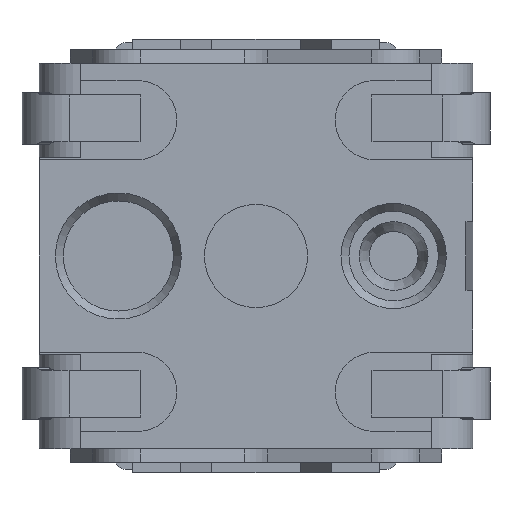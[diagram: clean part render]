
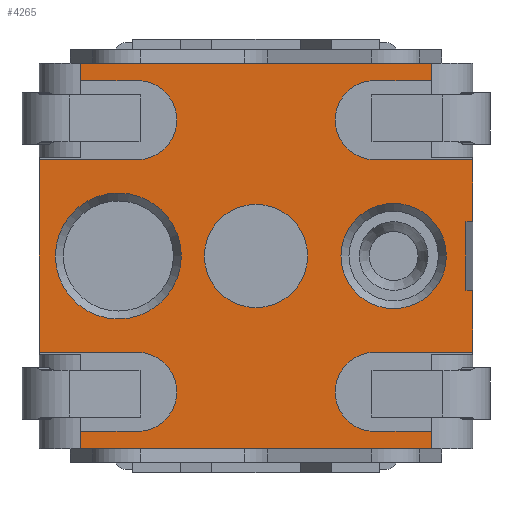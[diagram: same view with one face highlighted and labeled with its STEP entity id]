
A CAD part, front view. The second image highlights one B-rep face of the part: STEP entity #4265.
In plain terms, the highlighted planar face has unit normal (0, -1, 0).
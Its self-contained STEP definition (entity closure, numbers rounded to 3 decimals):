
#120=LINE('',#6698,#639);
#121=LINE('',#6701,#640);
#122=LINE('',#6703,#641);
#123=LINE('',#6705,#642);
#124=LINE('',#6709,#643);
#125=LINE('',#6711,#644);
#126=LINE('',#6713,#645);
#127=LINE('',#6715,#646);
#128=LINE('',#6717,#647);
#129=LINE('',#6721,#648);
#130=LINE('',#6723,#649);
#131=LINE('',#6725,#650);
#132=LINE('',#6729,#651);
#133=LINE('',#6731,#652);
#134=LINE('',#6733,#653);
#135=LINE('',#6735,#654);
#136=LINE('',#6737,#655);
#137=LINE('',#6741,#656);
#138=LINE('',#6743,#657);
#139=LINE('',#6745,#658);
#639=VECTOR('',#5493,1000.);
#640=VECTOR('',#5494,1000.);
#641=VECTOR('',#5495,1000.);
#642=VECTOR('',#5496,1000.);
#643=VECTOR('',#5499,1000.);
#644=VECTOR('',#5500,1000.);
#645=VECTOR('',#5501,1000.);
#646=VECTOR('',#5502,1000.);
#647=VECTOR('',#5503,1000.);
#648=VECTOR('',#5506,1000.);
#649=VECTOR('',#5507,1000.);
#650=VECTOR('',#5508,1000.);
#651=VECTOR('',#5511,1000.);
#652=VECTOR('',#5512,1000.);
#653=VECTOR('',#5513,1000.);
#654=VECTOR('',#5514,1000.);
#655=VECTOR('',#5515,1000.);
#656=VECTOR('',#5518,1000.);
#657=VECTOR('',#5519,1000.);
#658=VECTOR('',#5520,1000.);
#1158=ORIENTED_EDGE('',*,*,#2420,.F.);
#1159=ORIENTED_EDGE('',*,*,#2421,.F.);
#1160=ORIENTED_EDGE('',*,*,#2422,.F.);
#1161=ORIENTED_EDGE('',*,*,#2423,.F.);
#1162=ORIENTED_EDGE('',*,*,#2424,.T.);
#1163=ORIENTED_EDGE('',*,*,#2425,.F.);
#1164=ORIENTED_EDGE('',*,*,#2426,.T.);
#1165=ORIENTED_EDGE('',*,*,#2427,.T.);
#1166=ORIENTED_EDGE('',*,*,#2428,.T.);
#1167=ORIENTED_EDGE('',*,*,#2429,.F.);
#1168=ORIENTED_EDGE('',*,*,#2430,.F.);
#1169=ORIENTED_EDGE('',*,*,#2431,.T.);
#1170=ORIENTED_EDGE('',*,*,#2432,.T.);
#1171=ORIENTED_EDGE('',*,*,#2433,.T.);
#1172=ORIENTED_EDGE('',*,*,#2434,.T.);
#1173=ORIENTED_EDGE('',*,*,#2435,.F.);
#1174=ORIENTED_EDGE('',*,*,#2436,.T.);
#1175=ORIENTED_EDGE('',*,*,#2437,.T.);
#1176=ORIENTED_EDGE('',*,*,#2438,.T.);
#1177=ORIENTED_EDGE('',*,*,#2439,.F.);
#1178=ORIENTED_EDGE('',*,*,#2440,.F.);
#1179=ORIENTED_EDGE('',*,*,#2441,.T.);
#1180=ORIENTED_EDGE('',*,*,#2442,.T.);
#1181=ORIENTED_EDGE('',*,*,#2443,.T.);
#1182=ORIENTED_EDGE('',*,*,#2444,.T.);
#1183=ORIENTED_EDGE('',*,*,#2445,.F.);
#1184=ORIENTED_EDGE('',*,*,#2446,.F.);
#2420=EDGE_CURVE('',#3051,#3051,#3475,.T.);
#2421=EDGE_CURVE('',#3052,#3052,#3476,.T.);
#2422=EDGE_CURVE('',#3053,#3053,#3477,.T.);
#2423=EDGE_CURVE('',#3054,#3055,#120,.T.);
#2424=EDGE_CURVE('',#3054,#3056,#121,.T.);
#2425=EDGE_CURVE('',#3057,#3056,#122,.T.);
#2426=EDGE_CURVE('',#3057,#3058,#123,.T.);
#2427=EDGE_CURVE('',#3058,#3059,#3478,.T.);
#2428=EDGE_CURVE('',#3059,#3060,#124,.T.);
#2429=EDGE_CURVE('',#3061,#3060,#125,.T.);
#2430=EDGE_CURVE('',#3062,#3061,#126,.T.);
#2431=EDGE_CURVE('',#3062,#3063,#127,.T.);
#2432=EDGE_CURVE('',#3063,#3064,#128,.T.);
#2433=EDGE_CURVE('',#3064,#3065,#3479,.T.);
#2434=EDGE_CURVE('',#3065,#3066,#129,.T.);
#2435=EDGE_CURVE('',#3067,#3066,#130,.T.);
#2436=EDGE_CURVE('',#3067,#3068,#131,.T.);
#2437=EDGE_CURVE('',#3068,#3069,#3480,.T.);
#2438=EDGE_CURVE('',#3069,#3070,#132,.T.);
#2439=EDGE_CURVE('',#3071,#3070,#133,.T.);
#2440=EDGE_CURVE('',#3072,#3071,#134,.T.);
#2441=EDGE_CURVE('',#3072,#3073,#135,.T.);
#2442=EDGE_CURVE('',#3073,#3074,#136,.T.);
#2443=EDGE_CURVE('',#3074,#3075,#3481,.T.);
#2444=EDGE_CURVE('',#3075,#3076,#137,.T.);
#2445=EDGE_CURVE('',#3077,#3076,#138,.T.);
#2446=EDGE_CURVE('',#3055,#3077,#139,.T.);
#3051=VERTEX_POINT('',#6693);
#3052=VERTEX_POINT('',#6695);
#3053=VERTEX_POINT('',#6697);
#3054=VERTEX_POINT('',#6699);
#3055=VERTEX_POINT('',#6700);
#3056=VERTEX_POINT('',#6702);
#3057=VERTEX_POINT('',#6704);
#3058=VERTEX_POINT('',#6706);
#3059=VERTEX_POINT('',#6708);
#3060=VERTEX_POINT('',#6710);
#3061=VERTEX_POINT('',#6712);
#3062=VERTEX_POINT('',#6714);
#3063=VERTEX_POINT('',#6716);
#3064=VERTEX_POINT('',#6718);
#3065=VERTEX_POINT('',#6720);
#3066=VERTEX_POINT('',#6722);
#3067=VERTEX_POINT('',#6724);
#3068=VERTEX_POINT('',#6726);
#3069=VERTEX_POINT('',#6728);
#3070=VERTEX_POINT('',#6730);
#3071=VERTEX_POINT('',#6732);
#3072=VERTEX_POINT('',#6734);
#3073=VERTEX_POINT('',#6736);
#3074=VERTEX_POINT('',#6738);
#3075=VERTEX_POINT('',#6740);
#3076=VERTEX_POINT('',#6742);
#3077=VERTEX_POINT('',#6744);
#3475=CIRCLE('',#5141,0.75);
#3476=CIRCLE('',#5142,0.915);
#3477=CIRCLE('',#5143,0.765);
#3478=CIRCLE('',#5144,0.575);
#3479=CIRCLE('',#5145,0.575);
#3480=CIRCLE('',#5146,0.575);
#3481=CIRCLE('',#5147,0.575);
#3579=EDGE_LOOP('',(#1158));
#3580=EDGE_LOOP('',(#1159));
#3581=EDGE_LOOP('',(#1160));
#3582=EDGE_LOOP('',(#1161,#1162,#1163,#1164,#1165,#1166,#1167,#1168,#1169,
#1170,#1171,#1172,#1173,#1174,#1175,#1176,#1177,#1178,#1179,#1180,#1181,
#1182,#1183,#1184));
#3834=FACE_BOUND('',#3579,.T.);
#3835=FACE_BOUND('',#3580,.T.);
#3836=FACE_BOUND('',#3581,.T.);
#3837=FACE_BOUND('',#3582,.T.);
#4089=PLANE('',#5140);
#4265=ADVANCED_FACE('',(#3834,#3835,#3836,#3837),#4089,.F.);
#5140=AXIS2_PLACEMENT_3D('',#6691,#5485,#5486);
#5141=AXIS2_PLACEMENT_3D('',#6692,#5487,#5488);
#5142=AXIS2_PLACEMENT_3D('',#6694,#5489,#5490);
#5143=AXIS2_PLACEMENT_3D('',#6696,#5491,#5492);
#5144=AXIS2_PLACEMENT_3D('',#6707,#5497,#5498);
#5145=AXIS2_PLACEMENT_3D('',#6719,#5504,#5505);
#5146=AXIS2_PLACEMENT_3D('',#6727,#5509,#5510);
#5147=AXIS2_PLACEMENT_3D('',#6739,#5516,#5517);
#5485=DIRECTION('',(0.,1.,0.));
#5486=DIRECTION('',(0.,0.,1.));
#5487=DIRECTION('',(0.,-1.,0.));
#5488=DIRECTION('',(0.,0.,-1.));
#5489=DIRECTION('',(0.,-1.,0.));
#5490=DIRECTION('',(0.,0.,-1.));
#5491=DIRECTION('',(0.,-1.,0.));
#5492=DIRECTION('',(0.,0.,-1.));
#5493=DIRECTION('',(0.,0.,-1.));
#5494=DIRECTION('',(1.,0.,0.));
#5495=DIRECTION('',(0.,0.,-1.));
#5496=DIRECTION('',(-1.,0.,0.));
#5497=DIRECTION('',(0.,1.,0.));
#5498=DIRECTION('',(1.,0.,0.));
#5499=DIRECTION('',(1.,0.,0.));
#5500=DIRECTION('',(0.,0.,-1.));
#5501=DIRECTION('',(1.,0.,0.));
#5502=DIRECTION('',(0.,0.,-1.));
#5503=DIRECTION('',(1.,0.,0.));
#5504=DIRECTION('',(0.,1.,0.));
#5505=DIRECTION('',(1.,0.,0.));
#5506=DIRECTION('',(-1.,0.,0.));
#5507=DIRECTION('',(0.,0.,1.));
#5508=DIRECTION('',(1.,0.,0.));
#5509=DIRECTION('',(0.,1.,0.));
#5510=DIRECTION('',(1.,0.,0.));
#5511=DIRECTION('',(-1.,0.,0.));
#5512=DIRECTION('',(0.,0.,1.));
#5513=DIRECTION('',(-1.,0.,0.));
#5514=DIRECTION('',(0.,0.,1.));
#5515=DIRECTION('',(-1.,0.,0.));
#5516=DIRECTION('',(0.,1.,0.));
#5517=DIRECTION('',(1.,0.,0.));
#5518=DIRECTION('',(1.,0.,0.));
#5519=DIRECTION('',(0.,0.,-1.));
#5520=DIRECTION('',(1.,0.,0.));
#6691=CARTESIAN_POINT('',(0.,-1.9,0.));
#6692=CARTESIAN_POINT('',(0.,-1.9,0.));
#6693=CARTESIAN_POINT('',(0.,-1.9,-0.75));
#6694=CARTESIAN_POINT('',(-2.,-1.9,0.));
#6695=CARTESIAN_POINT('',(-2.,-1.9,-0.915));
#6696=CARTESIAN_POINT('',(2.,-1.9,0.));
#6697=CARTESIAN_POINT('',(2.,-1.9,-0.765));
#6698=CARTESIAN_POINT('',(3.05,-1.9,0.5));
#6699=CARTESIAN_POINT('',(3.05,-1.9,0.5));
#6700=CARTESIAN_POINT('',(3.05,-1.9,-0.5));
#6701=CARTESIAN_POINT('',(3.05,-1.9,0.5));
#6702=CARTESIAN_POINT('',(3.15,-1.9,0.5));
#6703=CARTESIAN_POINT('',(3.15,-1.9,2.8));
#6704=CARTESIAN_POINT('',(3.15,-1.9,1.4));
#6705=CARTESIAN_POINT('',(3.725,-1.9,1.4));
#6706=CARTESIAN_POINT('',(1.725,-1.9,1.4));
#6707=CARTESIAN_POINT('',(1.725,-1.9,1.975));
#6708=CARTESIAN_POINT('',(1.725,-1.9,2.55));
#6709=CARTESIAN_POINT('',(1.725,-1.9,2.55));
#6710=CARTESIAN_POINT('',(2.55,-1.9,2.55));
#6711=CARTESIAN_POINT('',(2.55,-1.9,3.435));
#6712=CARTESIAN_POINT('',(2.55,-1.9,2.8));
#6713=CARTESIAN_POINT('',(-3.15,-1.9,2.8));
#6714=CARTESIAN_POINT('',(-2.55,-1.9,2.8));
#6715=CARTESIAN_POINT('',(-2.55,-1.9,3.435));
#6716=CARTESIAN_POINT('',(-2.55,-1.9,2.55));
#6717=CARTESIAN_POINT('',(-4.,-1.9,2.55));
#6718=CARTESIAN_POINT('',(-1.725,-1.9,2.55));
#6719=CARTESIAN_POINT('',(-1.725,-1.9,1.975));
#6720=CARTESIAN_POINT('',(-1.725,-1.9,1.4));
#6721=CARTESIAN_POINT('',(-1.725,-1.9,1.4));
#6722=CARTESIAN_POINT('',(-3.15,-1.9,1.4));
#6723=CARTESIAN_POINT('',(-3.15,-1.9,-2.8));
#6724=CARTESIAN_POINT('',(-3.15,-1.9,-1.4));
#6725=CARTESIAN_POINT('',(-3.725,-1.9,-1.4));
#6726=CARTESIAN_POINT('',(-1.725,-1.9,-1.4));
#6727=CARTESIAN_POINT('',(-1.725,-1.9,-1.975));
#6728=CARTESIAN_POINT('',(-1.725,-1.9,-2.55));
#6729=CARTESIAN_POINT('',(-1.725,-1.9,-2.55));
#6730=CARTESIAN_POINT('',(-2.55,-1.9,-2.55));
#6731=CARTESIAN_POINT('',(-2.55,-1.9,-3.435));
#6732=CARTESIAN_POINT('',(-2.55,-1.9,-2.8));
#6733=CARTESIAN_POINT('',(-1.8,-1.9,-2.8));
#6734=CARTESIAN_POINT('',(2.55,-1.9,-2.8));
#6735=CARTESIAN_POINT('',(2.55,-1.9,-3.435));
#6736=CARTESIAN_POINT('',(2.55,-1.9,-2.55));
#6737=CARTESIAN_POINT('',(4.,-1.9,-2.55));
#6738=CARTESIAN_POINT('',(1.725,-1.9,-2.55));
#6739=CARTESIAN_POINT('',(1.725,-1.9,-1.975));
#6740=CARTESIAN_POINT('',(1.725,-1.9,-1.4));
#6741=CARTESIAN_POINT('',(1.725,-1.9,-1.4));
#6742=CARTESIAN_POINT('',(3.15,-1.9,-1.4));
#6743=CARTESIAN_POINT('',(3.15,-1.9,2.8));
#6744=CARTESIAN_POINT('',(3.15,-1.9,-0.5));
#6745=CARTESIAN_POINT('',(3.05,-1.9,-0.5));
